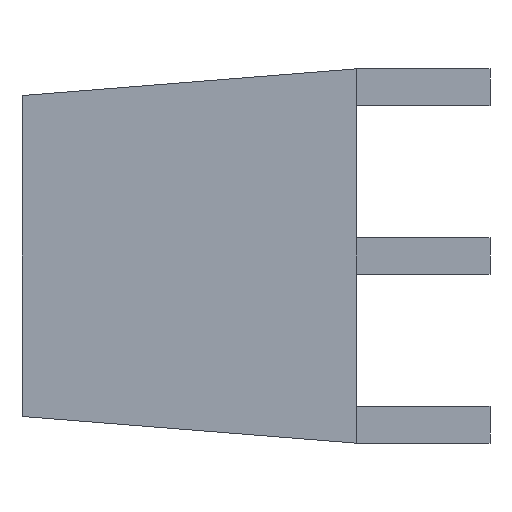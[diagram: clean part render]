
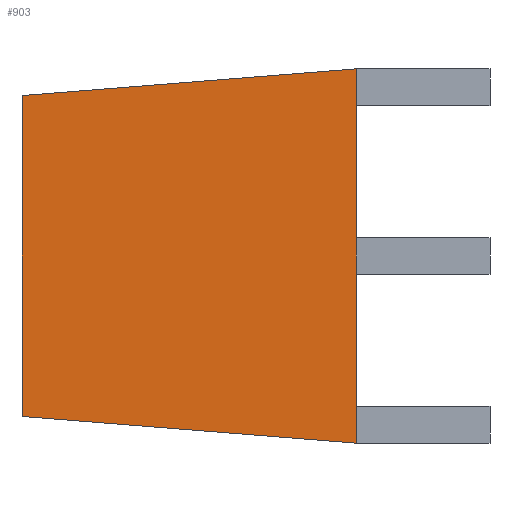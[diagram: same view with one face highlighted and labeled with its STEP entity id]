
A CAD part, left-side view. The second image highlights one B-rep face of the part: STEP entity #903.
In plain terms, the highlighted planar face has unit normal (-1, 0.01, 0).
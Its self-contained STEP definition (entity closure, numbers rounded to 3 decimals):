
#21 = CARTESIAN_POINT ( 'NONE',  ( -1.2, 0., 0. ) ) ;
#28 = CARTESIAN_POINT ( 'NONE',  ( -1.2, 0., -2.8 ) ) ;
#67 = VECTOR ( 'NONE', #456, 1000. ) ;
#77 = ORIENTED_EDGE ( 'NONE', *, *, #848, .T. ) ;
#103 = DIRECTION ( 'NONE',  ( -0.01, -0.997, -0.08 ) ) ;
#124 = LINE ( 'NONE', #448, #1042 ) ;
#146 = VERTEX_POINT ( 'NONE', #253 ) ;
#158 = EDGE_CURVE ( 'NONE', #426, #1007, #845, .T. ) ;
#217 = AXIS2_PLACEMENT_3D ( 'NONE', #397, #813, #628 ) ;
#253 = CARTESIAN_POINT ( 'NONE',  ( -1.2, 0., 2.8 ) ) ;
#261 = EDGE_CURVE ( 'NONE', #146, #426, #124, .T. ) ;
#287 = VECTOR ( 'NONE', #103, 1000. ) ;
#314 = LINE ( 'NONE', #374, #287 ) ;
#349 = VERTEX_POINT ( 'NONE', #28 ) ;
#374 = CARTESIAN_POINT ( 'NONE',  ( -1.15, 5., -2.4 ) ) ;
#397 = CARTESIAN_POINT ( 'NONE',  ( -1.2, 0.012, 0. ) ) ;
#426 = VERTEX_POINT ( 'NONE', #632 ) ;
#441 = LINE ( 'NONE', #21, #67 ) ;
#448 = CARTESIAN_POINT ( 'NONE',  ( -1.2, 0., 2.8 ) ) ;
#456 = DIRECTION ( 'NONE',  ( 0., 0., 1. ) ) ;
#460 = ORIENTED_EDGE ( 'NONE', *, *, #261, .T. ) ;
#472 = PLANE ( 'NONE',  #217 ) ;
#537 = ORIENTED_EDGE ( 'NONE', *, *, #158, .T. ) ;
#601 = EDGE_LOOP ( 'NONE', ( #460, #537, #874, #77 ) ) ;
#628 = DIRECTION ( 'NONE',  ( -0.01, -1., 0. ) ) ;
#632 = CARTESIAN_POINT ( 'NONE',  ( -1.15, 5., 2.4 ) ) ;
#672 = CARTESIAN_POINT ( 'NONE',  ( -1.15, 5., 0. ) ) ;
#673 = FACE_OUTER_BOUND ( 'NONE', #601, .T. ) ;
#701 = DIRECTION ( 'NONE',  ( 0.01, 0.997, -0.08 ) ) ;
#813 = DIRECTION ( 'NONE',  ( -1., 0.01, 0. ) ) ;
#828 = EDGE_CURVE ( 'NONE', #1007, #349, #314, .T. ) ;
#845 = LINE ( 'NONE', #672, #962 ) ;
#848 = EDGE_CURVE ( 'NONE', #349, #146, #441, .T. ) ;
#853 = DIRECTION ( 'NONE',  ( 0., 0., -1. ) ) ;
#874 = ORIENTED_EDGE ( 'NONE', *, *, #828, .T. ) ;
#903 = ADVANCED_FACE ( 'NONE', ( #673 ), #472, .T. ) ;
#962 = VECTOR ( 'NONE', #853, 1000. ) ;
#1007 = VERTEX_POINT ( 'NONE', #1086 ) ;
#1042 = VECTOR ( 'NONE', #701, 1000. ) ;
#1086 = CARTESIAN_POINT ( 'NONE',  ( -1.15, 5., -2.4 ) ) ;
